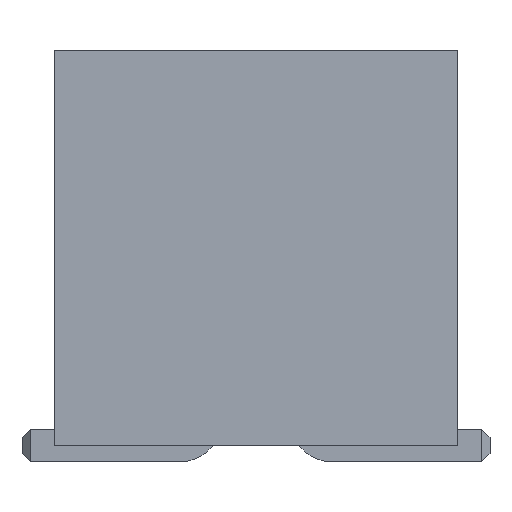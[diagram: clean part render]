
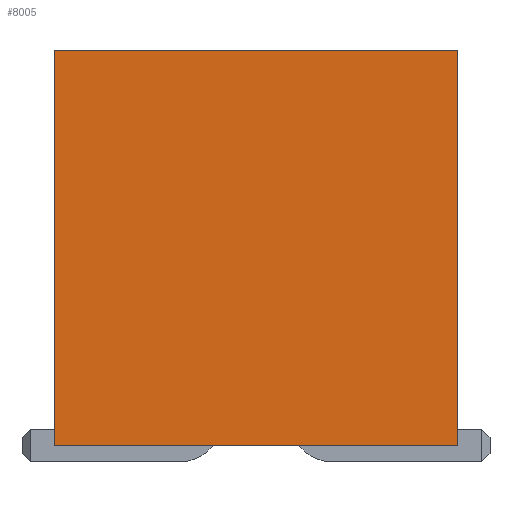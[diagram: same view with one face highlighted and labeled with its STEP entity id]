
A CAD part, front view. The second image highlights one B-rep face of the part: STEP entity #8005.
In plain terms, the highlighted planar face has unit normal (0, -1, 0).
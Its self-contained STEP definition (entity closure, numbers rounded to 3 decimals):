
#715=FACE_OUTER_BOUND('',#1202,.T.);
#1202=EDGE_LOOP('',(#7064,#7065,#7066,#7067));
#2161=LINE('',#12990,#3144);
#2182=LINE('',#13033,#3165);
#2183=LINE('',#13034,#3166);
#2184=LINE('',#13035,#3167);
#3144=VECTOR('',#10758,10.);
#3165=VECTOR('',#10797,10.);
#3166=VECTOR('',#10798,10.);
#3167=VECTOR('',#10799,10.);
#3810=VERTEX_POINT('',#12987);
#3811=VERTEX_POINT('',#12989);
#3823=VERTEX_POINT('',#13031);
#3824=VERTEX_POINT('',#13032);
#4885=EDGE_CURVE('',#3810,#3811,#2161,.T.);
#4906=EDGE_CURVE('',#3823,#3824,#2182,.T.);
#4907=EDGE_CURVE('',#3824,#3811,#2183,.T.);
#4908=EDGE_CURVE('',#3823,#3810,#2184,.T.);
#7064=ORIENTED_EDGE('',*,*,#4906,.T.);
#7065=ORIENTED_EDGE('',*,*,#4907,.T.);
#7066=ORIENTED_EDGE('',*,*,#4885,.F.);
#7067=ORIENTED_EDGE('',*,*,#4908,.F.);
#7518=PLANE('',#8637);
#8005=ADVANCED_FACE('',(#715),#7518,.T.);
#8637=AXIS2_PLACEMENT_3D('',#13030,#10795,#10796);
#10758=DIRECTION('',(1.,0.,0.));
#10795=DIRECTION('center_axis',(0.,-1.,0.));
#10796=DIRECTION('ref_axis',(1.,0.,0.));
#10797=DIRECTION('',(1.,0.,0.));
#10798=DIRECTION('',(0.,0.,1.));
#10799=DIRECTION('',(0.,0.,1.));
#12987=CARTESIAN_POINT('',(-2.5,-11.355,4.9));
#12989=CARTESIAN_POINT('',(2.5,-11.355,4.9));
#12990=CARTESIAN_POINT('',(-2.5,-11.355,4.9));
#13030=CARTESIAN_POINT('Origin',(-2.5,-11.355,0.));
#13031=CARTESIAN_POINT('',(-2.5,-11.355,0.));
#13032=CARTESIAN_POINT('',(2.5,-11.355,0.));
#13033=CARTESIAN_POINT('',(-2.5,-11.355,0.));
#13034=CARTESIAN_POINT('',(2.5,-11.355,0.));
#13035=CARTESIAN_POINT('',(-2.5,-11.355,0.));
